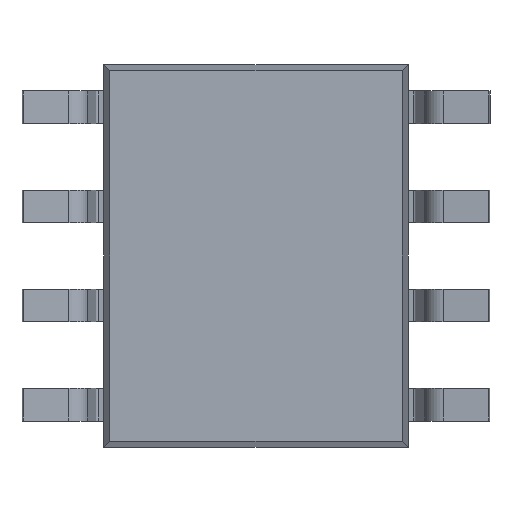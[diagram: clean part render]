
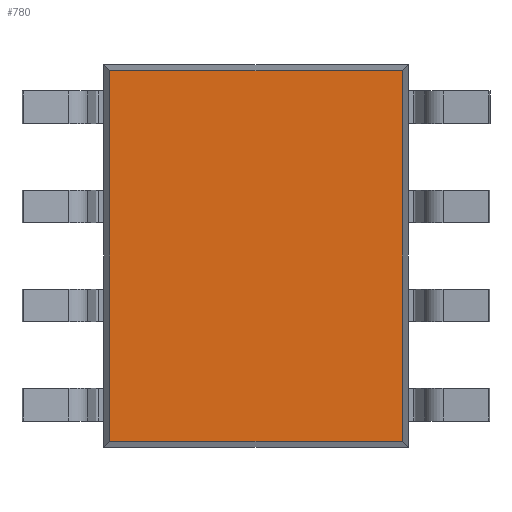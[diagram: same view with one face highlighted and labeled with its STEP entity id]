
A CAD part, front view. The second image highlights one B-rep face of the part: STEP entity #780.
In plain terms, the highlighted planar face has unit normal (0, -1, 0).
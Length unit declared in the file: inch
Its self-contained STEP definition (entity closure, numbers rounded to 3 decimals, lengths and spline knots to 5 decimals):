
#148 = CARTESIAN_POINT ( 'NONE',  ( -0.07366, 0.01, 0.0965 ) ) ;
#173 = DIRECTION ( 'NONE',  ( 1., 0., 0. ) ) ;
#286 = CARTESIAN_POINT ( 'NONE',  ( 0.07675, 0.01, 0.09341 ) ) ;
#430 = ORIENTED_EDGE ( 'NONE', *, *, #439, .T. ) ;
#432 = VERTEX_POINT ( 'NONE', #2204 ) ;
#439 = EDGE_CURVE ( 'NONE', #1474, #568, #1898, .T. ) ;
#464 = ORIENTED_EDGE ( 'NONE', *, *, #1567, .T. ) ;
#553 = CARTESIAN_POINT ( 'NONE',  ( -0.07366, 0.01, -0.09341 ) ) ;
#568 = VERTEX_POINT ( 'NONE', #1355 ) ;
#580 = EDGE_CURVE ( 'NONE', #432, #1474, #2014, .T. ) ;
#635 = FACE_OUTER_BOUND ( 'NONE', #1064, .T. ) ;
#693 = CARTESIAN_POINT ( 'NONE',  ( 0.07366, 0.01, -0.0965 ) ) ;
#769 = VECTOR ( 'NONE', #3403, 39.37008 ) ;
#780 = ADVANCED_FACE ( 'NONE', ( #635 ), #3174, .T. ) ;
#1064 = EDGE_LOOP ( 'NONE', ( #464, #1957, #430, #2479 ) ) ;
#1203 = CARTESIAN_POINT ( 'NONE',  ( -0.07675, 0.01, -0.09341 ) ) ;
#1275 = DIRECTION ( 'NONE',  ( 0., 0., -1. ) ) ;
#1355 = CARTESIAN_POINT ( 'NONE',  ( -0.07366, 0.01, 0.09341 ) ) ;
#1474 = VERTEX_POINT ( 'NONE', #4020 ) ;
#1567 = EDGE_CURVE ( 'NONE', #3451, #432, #4001, .T. ) ;
#1568 = DIRECTION ( 'NONE',  ( -1., 0., 0. ) ) ;
#1677 = DIRECTION ( 'NONE',  ( 0., 0., 1. ) ) ;
#1898 = LINE ( 'NONE', #286, #2193 ) ;
#1957 = ORIENTED_EDGE ( 'NONE', *, *, #580, .T. ) ;
#2014 = LINE ( 'NONE', #693, #3288 ) ;
#2060 = VECTOR ( 'NONE', #173, 39.37008 ) ;
#2193 = VECTOR ( 'NONE', #1568, 39.37008 ) ;
#2204 = CARTESIAN_POINT ( 'NONE',  ( 0.07366, 0.01, -0.09341 ) ) ;
#2479 = ORIENTED_EDGE ( 'NONE', *, *, #3879, .T. ) ;
#2822 = CARTESIAN_POINT ( 'NONE',  ( 0., 0.01, 0. ) ) ;
#2835 = AXIS2_PLACEMENT_3D ( 'NONE', #2822, #3494, #1275 ) ;
#2943 = LINE ( 'NONE', #148, #769 ) ;
#3174 = PLANE ( 'NONE',  #2835 ) ;
#3288 = VECTOR ( 'NONE', #1677, 39.37008 ) ;
#3403 = DIRECTION ( 'NONE',  ( 0., 0., -1. ) ) ;
#3451 = VERTEX_POINT ( 'NONE', #553 ) ;
#3494 = DIRECTION ( 'NONE',  ( 0., -1., 0. ) ) ;
#3879 = EDGE_CURVE ( 'NONE', #568, #3451, #2943, .T. ) ;
#4001 = LINE ( 'NONE', #1203, #2060 ) ;
#4020 = CARTESIAN_POINT ( 'NONE',  ( 0.07366, 0.01, 0.09341 ) ) ;
